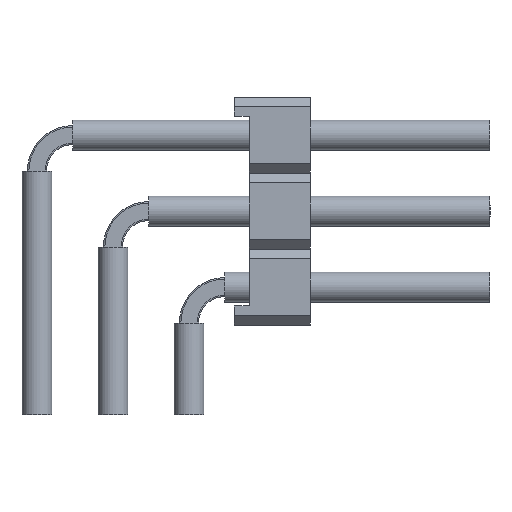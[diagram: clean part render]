
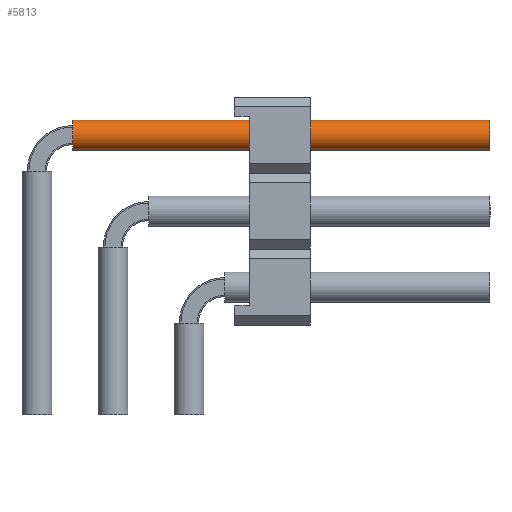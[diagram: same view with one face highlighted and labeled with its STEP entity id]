
A CAD part, left-side view. The second image highlights one B-rep face of the part: STEP entity #5813.
In plain terms, the highlighted cylindrical face has radius 0.5 mm (diameter 1 mm), a full revolution.
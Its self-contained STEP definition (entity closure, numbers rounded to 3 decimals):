
#3018=ORIENTED_EDGE('',*,*,#3928,.F.);
#3019=ORIENTED_EDGE('',*,*,#3929,.T.);
#3928=EDGE_CURVE('',#4508,#4508,#4744,.T.);
#3929=EDGE_CURVE('',#4509,#4509,#4745,.T.);
#4508=VERTEX_POINT('',#9742);
#4509=VERTEX_POINT('',#9744);
#4744=CIRCLE('',#6419,0.5);
#4745=CIRCLE('',#6420,0.5);
#5068=EDGE_LOOP('',(#3018));
#5069=EDGE_LOOP('',(#3019));
#5406=FACE_BOUND('',#5068,.T.);
#5407=FACE_BOUND('',#5069,.T.);
#5537=CYLINDRICAL_SURFACE('',#6418,0.5);
#5813=ADVANCED_FACE('',(#5406,#5407),#5537,.F.);
#6418=AXIS2_PLACEMENT_3D('',#9740,#8005,#8006);
#6419=AXIS2_PLACEMENT_3D('',#9741,#8007,#8008);
#6420=AXIS2_PLACEMENT_3D('',#9743,#8009,#8010);
#8005=DIRECTION('',(1.,0.,0.));
#8006=DIRECTION('',(0.,0.,-1.));
#8007=DIRECTION('',(-1.,0.,0.));
#8008=DIRECTION('',(0.,0.,1.));
#8009=DIRECTION('',(-1.,0.,0.));
#8010=DIRECTION('',(0.,0.,1.));
#9740=CARTESIAN_POINT('',(1.2,0.,9.35));
#9741=CARTESIAN_POINT('',(15.14,0.,9.35));
#9742=CARTESIAN_POINT('',(15.14,0.,9.85));
#9743=CARTESIAN_POINT('',(1.2,0.,9.35));
#9744=CARTESIAN_POINT('',(1.2,0.,9.85));
